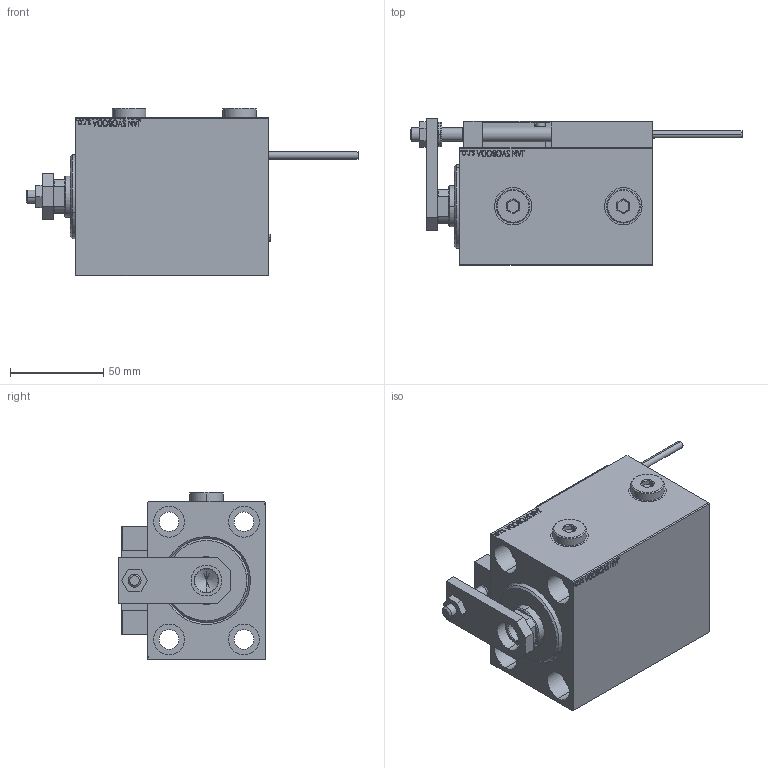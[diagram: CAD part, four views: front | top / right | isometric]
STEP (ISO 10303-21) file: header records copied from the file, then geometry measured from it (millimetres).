
FILE_DESCRIPTION (( 'STEP AP203' ), '1' );
FILE_NAME ('f84c.STEP', '2024-02-13T00:29:59', ( '' ), ( '' ), 'SwSTEP 2.0', 'SolidWorks 2019', '' );
FILE_SCHEMA (( 'CONFIG_CONTROL_DESIGN' ));
Length unit declared in the file: millimetre
Products named in the file (16): ALLEN BOLT D5 eea98bb6f6c24d6839a100bf7773674a; f84c; KONCOVKA eea98bb6f6c24d6839a100bf7773674a; V450CM_VC_B eea98bb6f6c24d6839a100bf7773674a; ZARAZKA eea98bb6f6c24d6839a100bf7773674a; Block eea98bb6f6c24d6839a100bf7773674a; SWITCH X eea98bb6f6c24d6839a100bf7773674a; MAGNET eea98bb6f6c24d6839a100bf7773674a; SWITCH DIM B,W eea98bb6f6c24d6839a100bf7773674a; ALLEN BOLT D8 eea98bb6f6c24d6839a100bf7773674a; V450CM_C_VCP eea98bb6f6c24d6839a100bf7773674a; NUT_D12 eea98bb6f6c24d6839a100bf7773674a; TYC_L79 eea98bb6f6c24d6839a100bf7773674a; V450CM_C_Body eea98bb6f6c24d6839a100bf7773674a; SWITCH_X_FRONT_BACK eea98bb6f6c24d6839a100bf7773674a; Zatka_OIL_PORT eea98bb6f6c24d6839a100bf7773674a
Assembly tree (26 placements, depth 3):
  f84c
    V450CM_C_Body eea98bb6f6c24d6839a100bf7773674a
    SWITCH X eea98bb6f6c24d6839a100bf7773674a
      SWITCH_X_FRONT_BACK eea98bb6f6c24d6839a100bf7773674a  x2
      TYC_L79 eea98bb6f6c24d6839a100bf7773674a
      Block eea98bb6f6c24d6839a100bf7773674a  x2
      ALLEN BOLT D5 eea98bb6f6c24d6839a100bf7773674a  x4
      ALLEN BOLT D8 eea98bb6f6c24d6839a100bf7773674a  x4
      MAGNET eea98bb6f6c24d6839a100bf7773674a  x2
      KONCOVKA eea98bb6f6c24d6839a100bf7773674a  x2
    NUT_D12 eea98bb6f6c24d6839a100bf7773674a
    SWITCH DIM B,W eea98bb6f6c24d6839a100bf7773674a
    ZARAZKA eea98bb6f6c24d6839a100bf7773674a
    V450CM_C_VCP eea98bb6f6c24d6839a100bf7773674a
    V450CM_VC_B eea98bb6f6c24d6839a100bf7773674a
    Zatka_OIL_PORT eea98bb6f6c24d6839a100bf7773674a  x2
Bounding box: 177.7 x 78.5 x 89.9 mm (x, y, z)
Volume: 518563.7 mm3; surface area: 114495.8 mm2
Topology: 25 solids, 25 shells, 1336 faces, 3188 edges, 2035 vertices
Faces by surface type: plane 594, bspline 380, cylinder 204, cone 110, torus 44, sphere 4
Entity records: 51504 total; most frequent: CARTESIAN_POINT 26291, ORIENTED_EDGE 5316, DIRECTION 3634, EDGE_CURVE 2658, VERTEX_POINT 1735, VECTOR 1534, LINE 1534, EDGE_LOOP 1235
